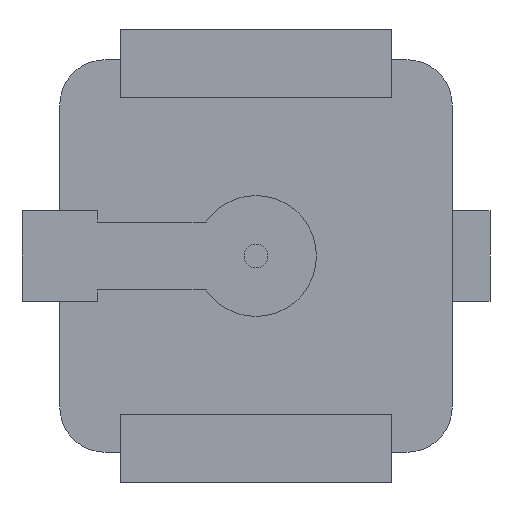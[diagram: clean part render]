
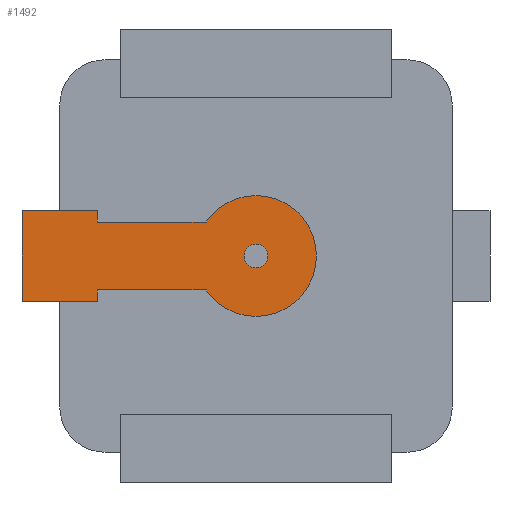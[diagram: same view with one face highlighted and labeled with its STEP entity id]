
A CAD part, front view. The second image highlights one B-rep face of the part: STEP entity #1492.
In plain terms, the highlighted planar face has unit normal (0, -1, 0).
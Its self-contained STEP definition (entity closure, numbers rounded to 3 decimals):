
#15 = ORIENTED_EDGE ( 'NONE', *, *, #402, .F. ) ;
#31 = LINE ( 'NONE', #223, #3078 ) ;
#48 = EDGE_LOOP ( 'NONE', ( #1029, #605 ) ) ;
#91 = EDGE_CURVE ( 'NONE', #1347, #1540, #1894, .T. ) ;
#94 = VECTOR ( 'NONE', #1258, 1000. ) ;
#118 = VERTEX_POINT ( 'NONE', #1078 ) ;
#144 = CIRCLE ( 'NONE', #186, 0.4 ) ;
#163 = ORIENTED_EDGE ( 'NONE', *, *, #1951, .F. ) ;
#186 = AXIS2_PLACEMENT_3D ( 'NONE', #1586, #2294, #2065 ) ;
#201 = DIRECTION ( 'NONE',  ( 1., 0., 0. ) ) ;
#205 = CARTESIAN_POINT ( 'NONE',  ( 0., 0., 0. ) ) ;
#223 = CARTESIAN_POINT ( 'NONE',  ( -1.05, 0., -0.225 ) ) ;
#231 = PLANE ( 'NONE',  #1120 ) ;
#233 = VERTEX_POINT ( 'NONE', #1366 ) ;
#255 = DIRECTION ( 'NONE',  ( 0., 0., 1. ) ) ;
#264 = VERTEX_POINT ( 'NONE', #1169 ) ;
#270 = EDGE_CURVE ( 'NONE', #233, #600, #715, .T. ) ;
#324 = DIRECTION ( 'NONE',  ( 0., 1., 0. ) ) ;
#402 = EDGE_CURVE ( 'NONE', #1540, #1322, #634, .T. ) ;
#454 = EDGE_CURVE ( 'NONE', #264, #465, #2969, .T. ) ;
#455 = CARTESIAN_POINT ( 'NONE',  ( 0., 0., 0.4 ) ) ;
#465 = VERTEX_POINT ( 'NONE', #746 ) ;
#498 = AXIS2_PLACEMENT_3D ( 'NONE', #205, #2345, #3053 ) ;
#502 = DIRECTION ( 'NONE',  ( 0., 0., 1. ) ) ;
#512 = CARTESIAN_POINT ( 'NONE',  ( -1.55, 0., -0.3 ) ) ;
#514 = LINE ( 'NONE', #2756, #2440 ) ;
#600 = VERTEX_POINT ( 'NONE', #1499 ) ;
#603 = ORIENTED_EDGE ( 'NONE', *, *, #3000, .F. ) ;
#605 = ORIENTED_EDGE ( 'NONE', *, *, #454, .T. ) ;
#634 = LINE ( 'NONE', #512, #2369 ) ;
#657 = CARTESIAN_POINT ( 'NONE',  ( -1.05, 0., -0.225 ) ) ;
#658 = EDGE_CURVE ( 'NONE', #2193, #233, #514, .T. ) ;
#698 = CARTESIAN_POINT ( 'NONE',  ( -1.05, 0., 0.225 ) ) ;
#715 = LINE ( 'NONE', #698, #1609 ) ;
#746 = CARTESIAN_POINT ( 'NONE',  ( 0., 0., -0.078 ) ) ;
#835 = CARTESIAN_POINT ( 'NONE',  ( -0.331, 0., -0.225 ) ) ;
#861 = CARTESIAN_POINT ( 'NONE',  ( -1.05, 0., -0.3 ) ) ;
#935 = CARTESIAN_POINT ( 'NONE',  ( -1.05, 0., -0.3 ) ) ;
#943 = CIRCLE ( 'NONE', #1446, 0.4 ) ;
#961 = VERTEX_POINT ( 'NONE', #455 ) ;
#1029 = ORIENTED_EDGE ( 'NONE', *, *, #2110, .T. ) ;
#1059 = DIRECTION ( 'NONE',  ( 0., 1., 0. ) ) ;
#1078 = CARTESIAN_POINT ( 'NONE',  ( 0., 0., -0.4 ) ) ;
#1110 = DIRECTION ( 'NONE',  ( -1., 0., 0. ) ) ;
#1120 = AXIS2_PLACEMENT_3D ( 'NONE', #3077, #1660, #255 ) ;
#1169 = CARTESIAN_POINT ( 'NONE',  ( 0., 0., 0.078 ) ) ;
#1171 = CARTESIAN_POINT ( 'NONE',  ( -1.55, 0., 0.3 ) ) ;
#1187 = ORIENTED_EDGE ( 'NONE', *, *, #2040, .F. ) ;
#1222 = DIRECTION ( 'NONE',  ( 0., 0., 1. ) ) ;
#1255 = ORIENTED_EDGE ( 'NONE', *, *, #2079, .F. ) ;
#1258 = DIRECTION ( 'NONE',  ( -1., 0., 0. ) ) ;
#1322 = VERTEX_POINT ( 'NONE', #1171 ) ;
#1329 = DIRECTION ( 'NONE',  ( 0., 0., 1. ) ) ;
#1347 = VERTEX_POINT ( 'NONE', #935 ) ;
#1366 = CARTESIAN_POINT ( 'NONE',  ( -1.05, 0., 0.225 ) ) ;
#1446 = AXIS2_PLACEMENT_3D ( 'NONE', #1739, #324, #2228 ) ;
#1492 = ADVANCED_FACE ( 'NONE', ( #2363, #2849 ), #231, .F. ) ;
#1499 = CARTESIAN_POINT ( 'NONE',  ( -0.331, 0., 0.225 ) ) ;
#1540 = VERTEX_POINT ( 'NONE', #2600 ) ;
#1556 = CIRCLE ( 'NONE', #498, 0.078 ) ;
#1586 = CARTESIAN_POINT ( 'NONE',  ( 0., 0., 0. ) ) ;
#1609 = VECTOR ( 'NONE', #201, 1000. ) ;
#1656 = ORIENTED_EDGE ( 'NONE', *, *, #91, .F. ) ;
#1660 = DIRECTION ( 'NONE',  ( 0., 1., 0. ) ) ;
#1739 = CARTESIAN_POINT ( 'NONE',  ( 0., 0., 0. ) ) ;
#1837 = DIRECTION ( 'NONE',  ( 0., 0., -1. ) ) ;
#1890 = VECTOR ( 'NONE', #1110, 1000. ) ;
#1894 = LINE ( 'NONE', #861, #1890 ) ;
#1923 = DIRECTION ( 'NONE',  ( 0., 1., 0. ) ) ;
#1934 = DIRECTION ( 'NONE',  ( 1., 0., 0. ) ) ;
#1951 = EDGE_CURVE ( 'NONE', #118, #2344, #943, .T. ) ;
#1983 = CARTESIAN_POINT ( 'NONE',  ( 0., 0., 0. ) ) ;
#1996 = LINE ( 'NONE', #2406, #2704 ) ;
#2038 = DIRECTION ( 'NONE',  ( 0., 0., -1. ) ) ;
#2040 = EDGE_CURVE ( 'NONE', #600, #961, #144, .T. ) ;
#2065 = DIRECTION ( 'NONE',  ( 0., 0., 1. ) ) ;
#2079 = EDGE_CURVE ( 'NONE', #2445, #1347, #31, .T. ) ;
#2110 = EDGE_CURVE ( 'NONE', #465, #264, #1556, .T. ) ;
#2135 = ORIENTED_EDGE ( 'NONE', *, *, #2508, .F. ) ;
#2193 = VERTEX_POINT ( 'NONE', #2205 ) ;
#2205 = CARTESIAN_POINT ( 'NONE',  ( -1.05, 0., 0.3 ) ) ;
#2228 = DIRECTION ( 'NONE',  ( 0., 0., 1. ) ) ;
#2245 = CIRCLE ( 'NONE', #2486, 0.4 ) ;
#2294 = DIRECTION ( 'NONE',  ( 0., 1., 0. ) ) ;
#2344 = VERTEX_POINT ( 'NONE', #835 ) ;
#2345 = DIRECTION ( 'NONE',  ( 0., 1., 0. ) ) ;
#2363 = FACE_OUTER_BOUND ( 'NONE', #2383, .T. ) ;
#2369 = VECTOR ( 'NONE', #502, 1000. ) ;
#2383 = EDGE_LOOP ( 'NONE', ( #2793, #2135, #15, #1656, #1255, #2953, #163, #603, #1187, #2896 ) ) ;
#2406 = CARTESIAN_POINT ( 'NONE',  ( -1.55, 0., 0.3 ) ) ;
#2440 = VECTOR ( 'NONE', #2038, 1000. ) ;
#2445 = VERTEX_POINT ( 'NONE', #657 ) ;
#2486 = AXIS2_PLACEMENT_3D ( 'NONE', #1983, #1059, #1329 ) ;
#2508 = EDGE_CURVE ( 'NONE', #1322, #2193, #1996, .T. ) ;
#2600 = CARTESIAN_POINT ( 'NONE',  ( -1.55, 0., -0.3 ) ) ;
#2626 = CARTESIAN_POINT ( 'NONE',  ( 0., 0., 0. ) ) ;
#2704 = VECTOR ( 'NONE', #1934, 1000. ) ;
#2756 = CARTESIAN_POINT ( 'NONE',  ( -1.05, 0., 0.3 ) ) ;
#2793 = ORIENTED_EDGE ( 'NONE', *, *, #658, .F. ) ;
#2805 = LINE ( 'NONE', #2970, #94 ) ;
#2819 = EDGE_CURVE ( 'NONE', #2344, #2445, #2805, .T. ) ;
#2822 = AXIS2_PLACEMENT_3D ( 'NONE', #2626, #1923, #1222 ) ;
#2849 = FACE_BOUND ( 'NONE', #48, .T. ) ;
#2896 = ORIENTED_EDGE ( 'NONE', *, *, #270, .F. ) ;
#2953 = ORIENTED_EDGE ( 'NONE', *, *, #2819, .F. ) ;
#2969 = CIRCLE ( 'NONE', #2822, 0.078 ) ;
#2970 = CARTESIAN_POINT ( 'NONE',  ( -0.331, 0., -0.225 ) ) ;
#3000 = EDGE_CURVE ( 'NONE', #961, #118, #2245, .T. ) ;
#3053 = DIRECTION ( 'NONE',  ( 0., 0., 1. ) ) ;
#3077 = CARTESIAN_POINT ( 'NONE',  ( 0., 0., 0. ) ) ;
#3078 = VECTOR ( 'NONE', #1837, 1000. ) ;
